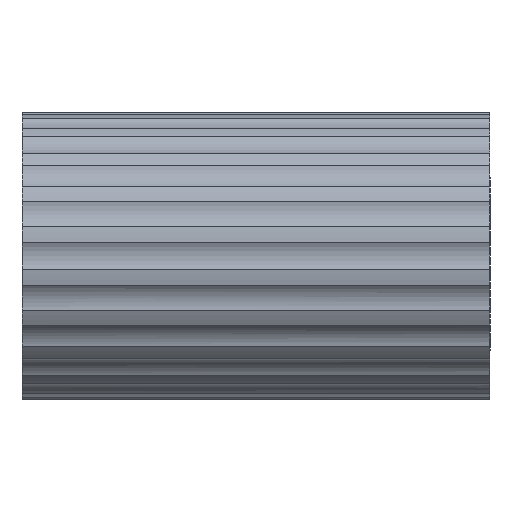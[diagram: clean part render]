
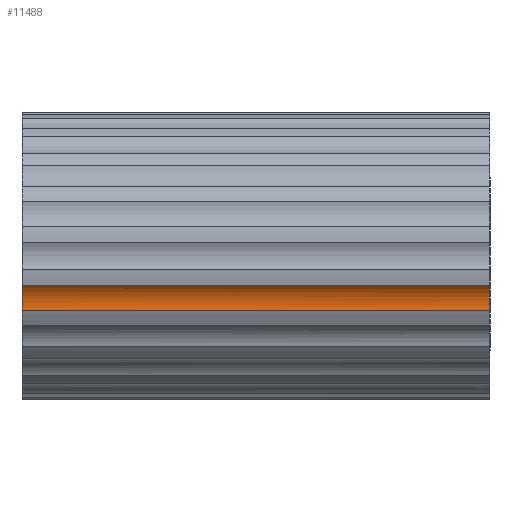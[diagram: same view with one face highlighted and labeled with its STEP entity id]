
A CAD part, left-side view. The second image highlights one B-rep face of the part: STEP entity #11488.
In plain terms, the highlighted cylindrical face has radius 3.013 mm (diameter 6.025 mm), a partial arc.
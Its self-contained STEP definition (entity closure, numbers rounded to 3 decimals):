
#182 = CARTESIAN_POINT ( 'NONE',  ( -42.959, 16., -4.276 ) ) ;
#241 = CARTESIAN_POINT ( 'NONE',  ( -42.992, 16., -4.177 ) ) ;
#282 = DIRECTION ( 'NONE',  ( 0., -1., 0. ) ) ;
#375 = CARTESIAN_POINT ( 'NONE',  ( -42.874, -33., -5.703 ) ) ;
#390 = FACE_OUTER_BOUND ( 'NONE', #7539, .T. ) ;
#694 = ORIENTED_EDGE ( 'NONE', *, *, #2769, .T. ) ;
#1019 = CARTESIAN_POINT ( 'NONE',  ( -45.838, 16., -5.166 ) ) ;
#1111 = CARTESIAN_POINT ( 'NONE',  ( -42.946, 16., -4.326 ) ) ;
#1186 = CARTESIAN_POINT ( 'NONE',  ( -42.975, 16., -4.226 ) ) ;
#1341 = LINE ( 'NONE', #12545, #8658 ) ;
#1366 = LINE ( 'NONE', #7398, #4117 ) ;
#1809 = VERTEX_POINT ( 'NONE', #2459 ) ;
#2024 = CIRCLE ( 'NONE', #6465, 3.013 ) ;
#2459 = CARTESIAN_POINT ( 'NONE',  ( -43.685, 16., -3.059 ) ) ;
#2527 = EDGE_CURVE ( 'NONE', #5430, #8769, #1341, .T. ) ;
#2539 = DIRECTION ( 'NONE',  ( 0., 1., 0. ) ) ;
#2769 = EDGE_CURVE ( 'NONE', #8893, #4889, #2910, .T. ) ;
#2910 = B_SPLINE_CURVE_WITH_KNOTS ( 'NONE', 3,
 ( #7096, #6227, #7356, #5361 ),
 .UNSPECIFIED., .F., .F.,
 ( 4, 4 ),
 ( 0., 1. ),
 .UNSPECIFIED. ) ;
#3149 = ORIENTED_EDGE ( 'NONE', *, *, #11794, .F. ) ;
#3744 = AXIS2_PLACEMENT_3D ( 'NONE', #12485, #2539, #12614 ) ;
#4117 = VECTOR ( 'NONE', #12318, 1000. ) ;
#4259 = B_SPLINE_CURVE_WITH_KNOTS ( 'NONE', 3,
 ( #241, #1186, #182, #1111 ),
 .UNSPECIFIED., .F., .F.,
 ( 4, 4 ),
 ( 0., 1. ),
 .UNSPECIFIED. ) ;
#4505 = CARTESIAN_POINT ( 'NONE',  ( -42.992, 16., -4.177 ) ) ;
#4572 = ORIENTED_EDGE ( 'NONE', *, *, #6205, .T. ) ;
#4620 = CARTESIAN_POINT ( 'NONE',  ( -42.905, 16., -4.478 ) ) ;
#4889 = VERTEX_POINT ( 'NONE', #4620 ) ;
#5158 = ORIENTED_EDGE ( 'NONE', *, *, #12508, .T. ) ;
#5361 = CARTESIAN_POINT ( 'NONE',  ( -42.905, 16., -4.478 ) ) ;
#5373 = VERTEX_POINT ( 'NONE', #6036 ) ;
#5377 = AXIS2_PLACEMENT_3D ( 'NONE', #1019, #8054, #6985 ) ;
#5430 = VERTEX_POINT ( 'NONE', #10283 ) ;
#5980 = ORIENTED_EDGE ( 'NONE', *, *, #6459, .T. ) ;
#6036 = CARTESIAN_POINT ( 'NONE',  ( -43.685, -33., -3.059 ) ) ;
#6205 = EDGE_CURVE ( 'NONE', #5373, #1809, #1366, .T. ) ;
#6227 = CARTESIAN_POINT ( 'NONE',  ( -42.93, 16., -4.376 ) ) ;
#6459 = EDGE_CURVE ( 'NONE', #1809, #8248, #12789, .T. ) ;
#6465 = AXIS2_PLACEMENT_3D ( 'NONE', #12578, #7611, #8730 ) ;
#6985 = DIRECTION ( 'NONE',  ( 0.956, 0., 0.293 ) ) ;
#7096 = CARTESIAN_POINT ( 'NONE',  ( -42.946, 16., -4.326 ) ) ;
#7356 = CARTESIAN_POINT ( 'NONE',  ( -42.917, 16., -4.427 ) ) ;
#7398 = CARTESIAN_POINT ( 'NONE',  ( -43.685, -8.5, -3.059 ) ) ;
#7539 = EDGE_LOOP ( 'NONE', ( #4572, #5980, #8654, #694, #5158, #9823, #3149 ) ) ;
#7563 = CYLINDRICAL_SURFACE ( 'NONE', #9850, 3.013 ) ;
#7611 = DIRECTION ( 'NONE',  ( 0., 1., 0. ) ) ;
#8054 = DIRECTION ( 'NONE',  ( 0., 1., 0. ) ) ;
#8248 = VERTEX_POINT ( 'NONE', #4505 ) ;
#8654 = ORIENTED_EDGE ( 'NONE', *, *, #10485, .T. ) ;
#8658 = VECTOR ( 'NONE', #282, 1000. ) ;
#8730 = DIRECTION ( 'NONE',  ( 0.956, 0., 0.293 ) ) ;
#8769 = VERTEX_POINT ( 'NONE', #375 ) ;
#8893 = VERTEX_POINT ( 'NONE', #13105 ) ;
#9479 = DIRECTION ( 'NONE',  ( 0.956, 0., 0.293 ) ) ;
#9538 = DIRECTION ( 'NONE',  ( 0., 1., 0. ) ) ;
#9823 = ORIENTED_EDGE ( 'NONE', *, *, #2527, .T. ) ;
#9850 = AXIS2_PLACEMENT_3D ( 'NONE', #11604, #9538, #9479 ) ;
#10283 = CARTESIAN_POINT ( 'NONE',  ( -42.874, 16., -5.703 ) ) ;
#10485 = EDGE_CURVE ( 'NONE', #8248, #8893, #4259, .T. ) ;
#11488 = ADVANCED_FACE ( 'NONE', ( #390 ), #7563, .F. ) ;
#11604 = CARTESIAN_POINT ( 'NONE',  ( -45.838, -33., -5.166 ) ) ;
#11794 = EDGE_CURVE ( 'NONE', #5373, #8769, #2024, .T. ) ;
#12007 = CIRCLE ( 'NONE', #3744, 3.013 ) ;
#12318 = DIRECTION ( 'NONE',  ( 0., 1., 0. ) ) ;
#12485 = CARTESIAN_POINT ( 'NONE',  ( -45.838, 16., -5.166 ) ) ;
#12508 = EDGE_CURVE ( 'NONE', #4889, #5430, #12007, .T. ) ;
#12545 = CARTESIAN_POINT ( 'NONE',  ( -42.874, -8.5, -5.703 ) ) ;
#12578 = CARTESIAN_POINT ( 'NONE',  ( -45.838, -33., -5.166 ) ) ;
#12614 = DIRECTION ( 'NONE',  ( 0.956, 0., 0.293 ) ) ;
#12789 = CIRCLE ( 'NONE', #5377, 3.013 ) ;
#13105 = CARTESIAN_POINT ( 'NONE',  ( -42.946, 16., -4.326 ) ) ;
